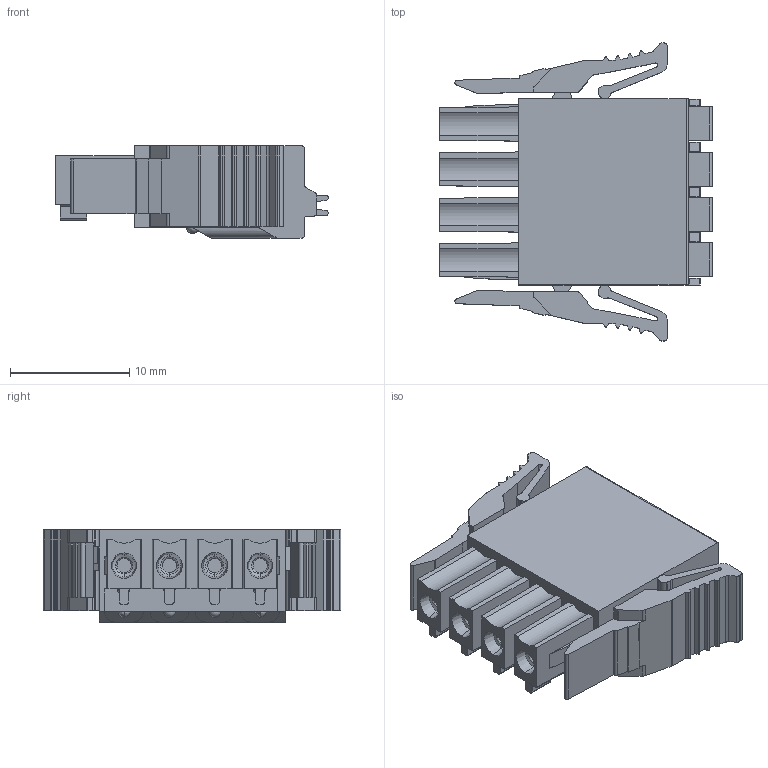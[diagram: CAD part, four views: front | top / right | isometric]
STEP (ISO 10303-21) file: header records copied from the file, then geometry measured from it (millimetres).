
FILE_DESCRIPTION((''),'2;1');
FILE_NAME('1','2024-03-08T10:05:16',('sheji109'),(''),'CREO PARAMETRIC BY PTC INC, 2018100','CREO PARAMETRIC BY PTC INC, 2018100','');
FILE_SCHEMA(('CONFIG_CONTROL_DESIGN'));
Length unit declared in the file: millimetre
Products named in the file (1): 1
Bounding box: 22.9 x 25.04 x 7.75 mm (x, y, z)
Volume: 2212.9 mm3; surface area: 2331.7 mm2
Topology: 1 solids, 1 shells, 442 faces, 1254 edges, 831 vertices
Faces by surface type: plane 252, cylinder 148, cone 24, torus 8, bspline 6, sphere 4
Entity records: 14823 total; most frequent: CARTESIAN_POINT 3066, ORIENTED_EDGE 2496, DIRECTION 2446, EDGE_CURVE 1248, VERTEX_POINT 831, VECTOR 822, LINE 822, AXIS2_PLACEMENT_3D 812
